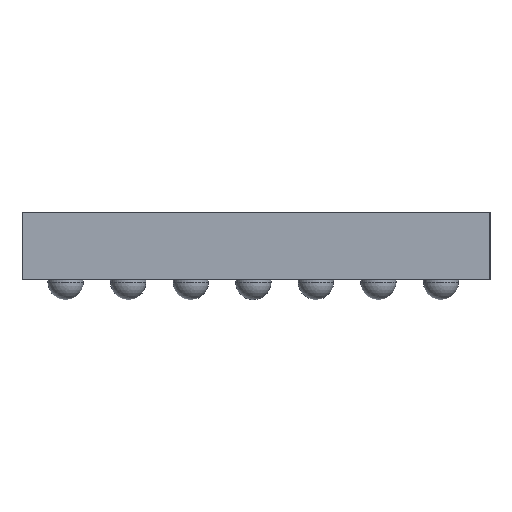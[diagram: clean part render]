
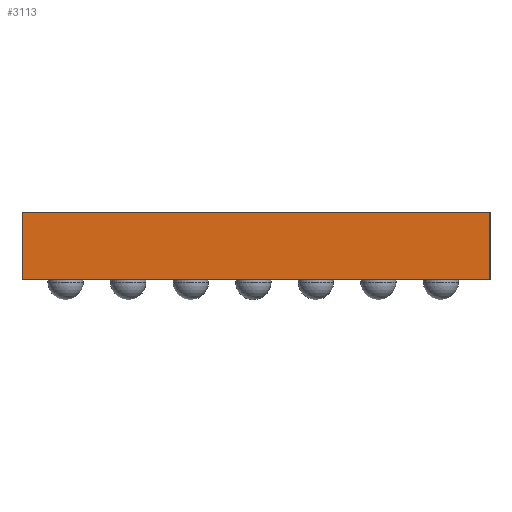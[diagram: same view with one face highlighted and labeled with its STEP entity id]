
A CAD part, left-side view. The second image highlights one B-rep face of the part: STEP entity #3113.
In plain terms, the highlighted planar face has unit normal (-1, 0, 0).
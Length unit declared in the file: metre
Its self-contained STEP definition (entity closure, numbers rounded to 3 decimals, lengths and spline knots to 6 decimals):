
#523=ORIENTED_EDGE('',*,*,#1224,.T.);
#524=ORIENTED_EDGE('',*,*,#1225,.F.);
#525=ORIENTED_EDGE('',*,*,#1100,.F.);
#526=ORIENTED_EDGE('',*,*,#1223,.T.);
#1100=EDGE_CURVE('',#1475,#1476,#1736,.T.);
#1223=EDGE_CURVE('',#1475,#1596,#1761,.T.);
#1224=EDGE_CURVE('',#1596,#1597,#1762,.T.);
#1225=EDGE_CURVE('',#1476,#1597,#1763,.T.);
#1475=VERTEX_POINT('',#5827);
#1476=VERTEX_POINT('',#5829);
#1596=VERTEX_POINT('',#6165);
#1597=VERTEX_POINT('',#6169);
#1736=LINE('',#5828,#1955);
#1761=LINE('',#6166,#1980);
#1762=LINE('',#6168,#1981);
#1763=LINE('',#6170,#1982);
#1955=VECTOR('',#4863,1.);
#1980=VECTOR('',#5272,1.);
#1981=VECTOR('',#5275,1.);
#1982=VECTOR('',#5276,1.);
#2287=EDGE_LOOP('',(#523,#524,#525,#526));
#2590=FACE_BOUND('',#2287,.T.);
#2748=PLANE('',#4641);
#3113=ADVANCED_FACE('',(#2590),#2748,.F.);
#4641=AXIS2_PLACEMENT_3D('',#6167,#5273,#5274);
#4863=DIRECTION('',(0.,-1.,0.));
#5272=DIRECTION('',(0.,0.,-1.));
#5273=DIRECTION('',(1.,0.,0.));
#5274=DIRECTION('',(0.,1.,0.));
#5275=DIRECTION('',(0.,-1.,0.));
#5276=DIRECTION('',(0.,0.,-1.));
#5827=CARTESIAN_POINT('',(-0.001226,0.001123,0.000325));
#5828=CARTESIAN_POINT('',(-0.001226,0.,0.000325));
#5829=CARTESIAN_POINT('',(-0.001226,-0.001123,0.000325));
#6165=CARTESIAN_POINT('',(-0.001226,0.001123,0.));
#6166=CARTESIAN_POINT('',(-0.001226,0.001123,0.000325));
#6167=CARTESIAN_POINT('',(-0.001226,0.,0.000325));
#6168=CARTESIAN_POINT('',(-0.001226,0.,0.));
#6169=CARTESIAN_POINT('',(-0.001226,-0.001123,0.));
#6170=CARTESIAN_POINT('',(-0.001226,-0.001123,0.000325));
